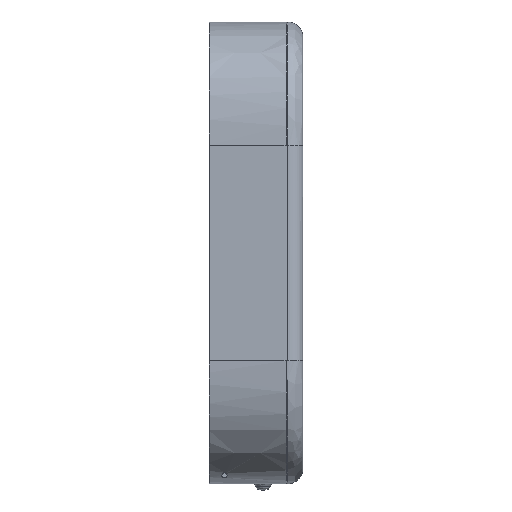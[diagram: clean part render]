
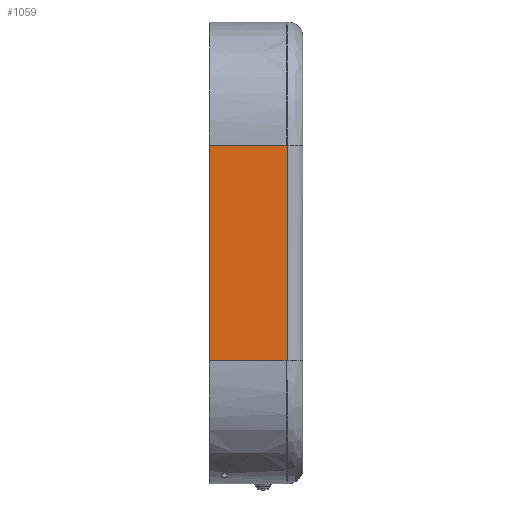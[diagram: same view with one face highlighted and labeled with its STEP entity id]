
A CAD part, left-side view. The second image highlights one B-rep face of the part: STEP entity #1059.
In plain terms, the highlighted planar face has unit normal (-1, 0, 0).
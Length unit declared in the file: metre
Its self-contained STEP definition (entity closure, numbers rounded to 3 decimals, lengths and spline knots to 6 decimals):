
#68=LINE('',#1591,#142);
#85=LINE('',#1866,#159);
#142=VECTOR('',#1185,1.);
#159=VECTOR('',#1218,1.);
#309=ORIENTED_EDGE('',*,*,#539,.F.);
#310=ORIENTED_EDGE('',*,*,#604,.T.);
#311=ORIENTED_EDGE('',*,*,#605,.F.);
#312=ORIENTED_EDGE('',*,*,#574,.T.);
#313=ORIENTED_EDGE('',*,*,#606,.T.);
#314=ORIENTED_EDGE('',*,*,#607,.T.);
#539=EDGE_CURVE('',#694,#695,#68,.T.);
#574=EDGE_CURVE('',#727,#725,#85,.T.);
#604=EDGE_CURVE('',#694,#743,#821,.T.);
#605=EDGE_CURVE('',#727,#743,#822,.F.);
#606=EDGE_CURVE('',#725,#744,#823,.T.);
#607=EDGE_CURVE('',#744,#695,#824,.T.);
#694=VERTEX_POINT('',#1590);
#695=VERTEX_POINT('',#1592);
#725=VERTEX_POINT('',#1845);
#727=VERTEX_POINT('',#1867);
#743=VERTEX_POINT('',#2386);
#744=VERTEX_POINT('',#2395);
#821=B_SPLINE_CURVE_WITH_KNOTS('',3,(#2382,#2383,#2384,#2385),
 .UNSPECIFIED.,.F.,.F.,(4,4),(0.5,1.),.UNSPECIFIED.);
#822=B_SPLINE_CURVE_WITH_KNOTS('',3,(#2387,#2388,#2389,#2390),
 .UNSPECIFIED.,.F.,.F.,(4,4),(0.,0.091662),.UNSPECIFIED.);
#823=B_SPLINE_CURVE_WITH_KNOTS('',3,(#2391,#2392,#2393,#2394),
 .UNSPECIFIED.,.F.,.F.,(4,4),(0.909091,1.),.UNSPECIFIED.);
#824=B_SPLINE_CURVE_WITH_KNOTS('',3,(#2396,#2397,#2398,#2399),
 .UNSPECIFIED.,.F.,.F.,(4,4),(0.,0.5),.UNSPECIFIED.);
#870=EDGE_LOOP('',(#309,#310,#311,#312,#313,#314));
#952=FACE_BOUND('',#870,.T.);
#1020=PLANE('',#1137);
#1059=ADVANCED_FACE('',(#952),#1020,.T.);
#1137=AXIS2_PLACEMENT_3D('',#2381,#1237,#1238);
#1185=DIRECTION('',(0.,0.,1.));
#1218=DIRECTION('',(0.,0.,1.));
#1237=DIRECTION('',(-1.,0.,0.));
#1238=DIRECTION('',(0.,0.,1.));
#1590=CARTESIAN_POINT('',(-0.075,-0.025,-0.035));
#1591=CARTESIAN_POINT('',(-0.075,-0.025,0.));
#1592=CARTESIAN_POINT('',(-0.075,-0.025,0.035));
#1845=CARTESIAN_POINT('',(-0.075,-0.0505,0.035));
#1866=CARTESIAN_POINT('',(-0.075,-0.0505,0.));
#1867=CARTESIAN_POINT('',(-0.075,-0.050504,-0.035));
#2381=CARTESIAN_POINT('',(-0.075,-0.05,0.));
#2382=CARTESIAN_POINT('',(-0.075,-0.025,-0.035));
#2383=CARTESIAN_POINT('',(-0.075,-0.033333,-0.035));
#2384=CARTESIAN_POINT('',(-0.075,-0.041667,-0.035));
#2385=CARTESIAN_POINT('',(-0.075,-0.05,-0.035));
#2386=CARTESIAN_POINT('',(-0.075,-0.05,-0.035));
#2387=CARTESIAN_POINT('',(-0.075,-0.05,-0.035));
#2388=CARTESIAN_POINT('',(-0.075,-0.050168,-0.035));
#2389=CARTESIAN_POINT('',(-0.075,-0.050336,-0.035));
#2390=CARTESIAN_POINT('',(-0.075,-0.050504,-0.035));
#2391=CARTESIAN_POINT('',(-0.075,-0.0505,0.035));
#2392=CARTESIAN_POINT('',(-0.075,-0.050333,0.035));
#2393=CARTESIAN_POINT('',(-0.075,-0.050167,0.035));
#2394=CARTESIAN_POINT('',(-0.075,-0.05,0.035));
#2395=CARTESIAN_POINT('',(-0.075,-0.05,0.035));
#2396=CARTESIAN_POINT('',(-0.075,-0.05,0.035));
#2397=CARTESIAN_POINT('',(-0.075,-0.041667,0.035));
#2398=CARTESIAN_POINT('',(-0.075,-0.033333,0.035));
#2399=CARTESIAN_POINT('',(-0.075,-0.025,0.035));
